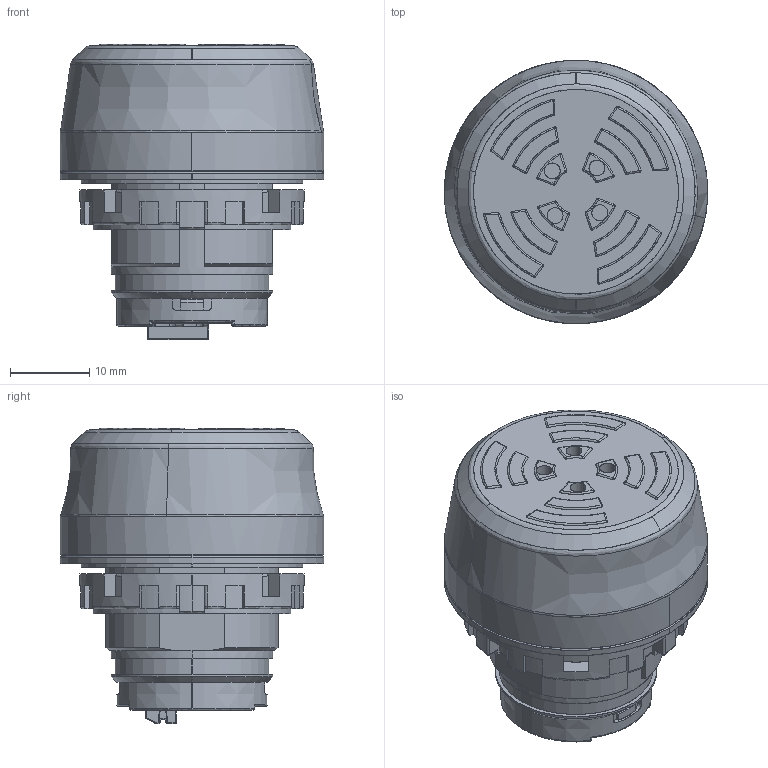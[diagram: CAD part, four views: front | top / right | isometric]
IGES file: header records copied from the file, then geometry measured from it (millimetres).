
Start section: SolidWorks IGES file using analytic representation for surfaces
Global section: file name: OUTSIDE-HW1Z-P1F2PQ4#.IGS; native system: SolidWorks 2014; preprocessor: SolidWorks 2014; author: 1002936; date: 170308.082259; units: millimetre
Bounding box: 33.3 x 33.3 x 37.32 mm (x, y, z)
Surface area: 7235.9 mm2 (no closed solid volume)
Topology: 0 solids, 0 shells, 758 faces, 6911 edges, 6826 vertices
Faces by surface type: bspline 594, revolution 164
